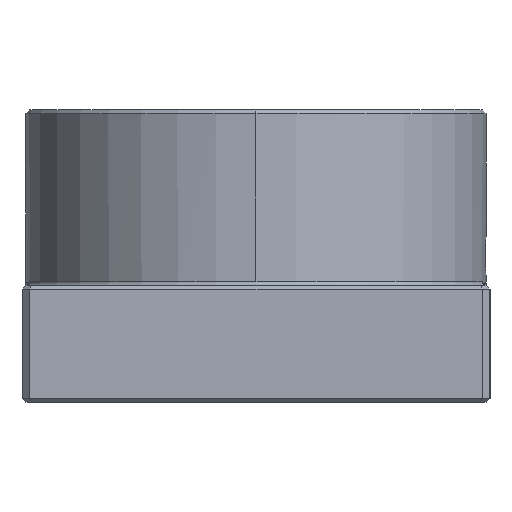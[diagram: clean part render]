
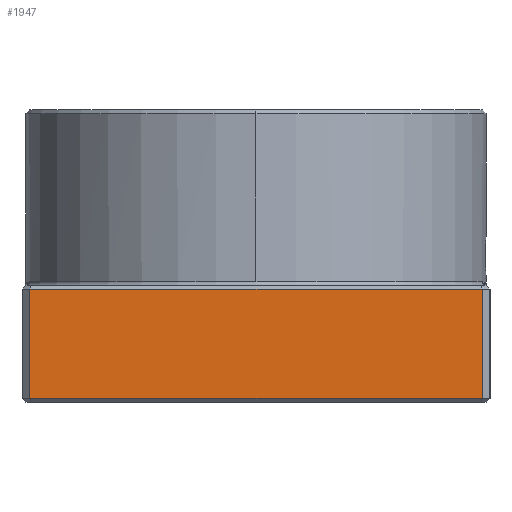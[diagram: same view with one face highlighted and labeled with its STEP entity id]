
A CAD part, left-side view. The second image highlights one B-rep face of the part: STEP entity #1947.
In plain terms, the highlighted planar face has unit normal (-1, 0, 0).
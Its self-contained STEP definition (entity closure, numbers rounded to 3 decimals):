
#44 = AXIS2_PLACEMENT_3D ( 'NONE', #2498, #1265, #1463 ) ;
#61 = DIRECTION ( 'NONE',  ( 0., 0., -1. ) ) ;
#85 = VECTOR ( 'NONE', #61, 1000. ) ;
#96 = FACE_OUTER_BOUND ( 'NONE', #970, .T. ) ;
#141 = ORIENTED_EDGE ( 'NONE', *, *, #1352, .T. ) ;
#188 = VERTEX_POINT ( 'NONE', #1989 ) ;
#357 = VERTEX_POINT ( 'NONE', #1620 ) ;
#468 = CARTESIAN_POINT ( 'NONE',  ( -95., -58., 30. ) ) ;
#932 = VECTOR ( 'NONE', #1632, 1000. ) ;
#970 = EDGE_LOOP ( 'NONE', ( #1475, #1550, #2056, #141 ) ) ;
#1031 = CARTESIAN_POINT ( 'NONE',  ( -95., 58., 30. ) ) ;
#1138 = DIRECTION ( 'NONE',  ( 0., 0., -1. ) ) ;
#1225 = CARTESIAN_POINT ( 'NONE',  ( -95., 58., 29. ) ) ;
#1233 = LINE ( 'NONE', #1261, #1987 ) ;
#1261 = CARTESIAN_POINT ( 'NONE',  ( -95., 58., 1. ) ) ;
#1265 = DIRECTION ( 'NONE',  ( 1., 0., 0. ) ) ;
#1352 = EDGE_CURVE ( 'NONE', #2298, #357, #2578, .T. ) ;
#1447 = VERTEX_POINT ( 'NONE', #2157 ) ;
#1453 = EDGE_CURVE ( 'NONE', #357, #188, #2060, .T. ) ;
#1463 = DIRECTION ( 'NONE',  ( 0., 1., 0. ) ) ;
#1475 = ORIENTED_EDGE ( 'NONE', *, *, #1453, .T. ) ;
#1548 = CARTESIAN_POINT ( 'NONE',  ( -95., -58., 29. ) ) ;
#1550 = ORIENTED_EDGE ( 'NONE', *, *, #2504, .T. ) ;
#1609 = LINE ( 'NONE', #468, #85 ) ;
#1620 = CARTESIAN_POINT ( 'NONE',  ( -95., 58., 29. ) ) ;
#1632 = DIRECTION ( 'NONE',  ( 0., 1., 0. ) ) ;
#1696 = EDGE_CURVE ( 'NONE', #2298, #1447, #1609, .T. ) ;
#1947 = ADVANCED_FACE ( 'NONE', ( #96 ), #2472, .F. ) ;
#1987 = VECTOR ( 'NONE', #2264, 1000. ) ;
#1989 = CARTESIAN_POINT ( 'NONE',  ( -95., 58., 1. ) ) ;
#2056 = ORIENTED_EDGE ( 'NONE', *, *, #1696, .F. ) ;
#2060 = LINE ( 'NONE', #1031, #2123 ) ;
#2123 = VECTOR ( 'NONE', #1138, 1000. ) ;
#2157 = CARTESIAN_POINT ( 'NONE',  ( -95., -58., 1. ) ) ;
#2264 = DIRECTION ( 'NONE',  ( 0., -1., 0. ) ) ;
#2298 = VERTEX_POINT ( 'NONE', #1548 ) ;
#2472 = PLANE ( 'NONE',  #44 ) ;
#2498 = CARTESIAN_POINT ( 'NONE',  ( -95., 58., 30. ) ) ;
#2504 = EDGE_CURVE ( 'NONE', #188, #1447, #1233, .T. ) ;
#2578 = LINE ( 'NONE', #1225, #932 ) ;
